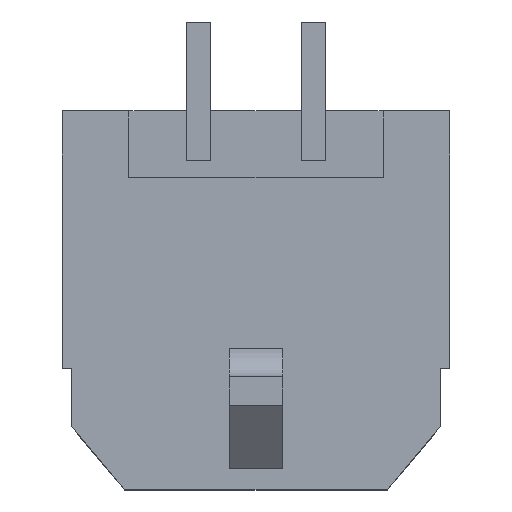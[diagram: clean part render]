
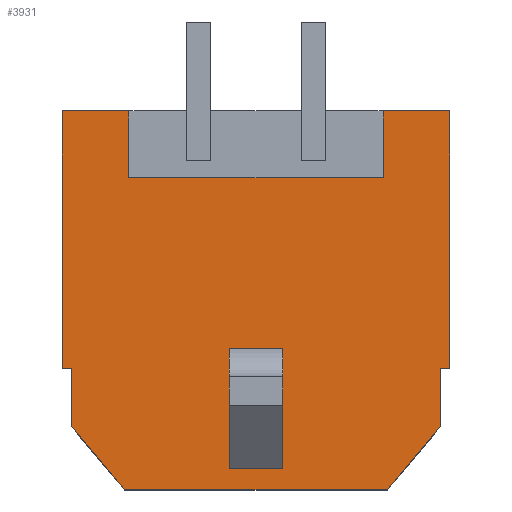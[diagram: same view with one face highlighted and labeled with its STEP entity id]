
A CAD part, top view. The second image highlights one B-rep face of the part: STEP entity #3931.
In plain terms, the highlighted planar face has unit normal (0, 0, 1).
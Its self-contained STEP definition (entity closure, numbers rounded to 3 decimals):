
#80 = VERTEX_POINT('',#81);
#81 = CARTESIAN_POINT('',(-4.825,-1.43,7.4));
#87 = EDGE_CURVE('',#80,#88,#90,.T.);
#88 = VERTEX_POINT('',#89);
#89 = CARTESIAN_POINT('',(-4.825,-2.95,7.4));
#90 = LINE('',#91,#92);
#91 = CARTESIAN_POINT('',(-4.825,-1.43,7.4));
#92 = VECTOR('',#93,1.);
#93 = DIRECTION('',(0.,-1.,0.));
#205 = VERTEX_POINT('',#206);
#206 = CARTESIAN_POINT('',(-5.075,-1.43,7.4));
#212 = EDGE_CURVE('',#205,#80,#213,.T.);
#213 = LINE('',#214,#215);
#214 = CARTESIAN_POINT('',(-5.075,-1.43,7.4));
#215 = VECTOR('',#216,1.);
#216 = DIRECTION('',(1.,0.,0.));
#476 = VERTEX_POINT('',#477);
#477 = CARTESIAN_POINT('',(4.825,-1.43,7.4));
#483 = EDGE_CURVE('',#476,#484,#486,.T.);
#484 = VERTEX_POINT('',#485);
#485 = CARTESIAN_POINT('',(5.075,-1.43,7.4));
#486 = LINE('',#487,#488);
#487 = CARTESIAN_POINT('',(4.825,-1.43,7.4));
#488 = VECTOR('',#489,1.);
#489 = DIRECTION('',(1.,0.,0.));
#610 = VERTEX_POINT('',#611);
#611 = CARTESIAN_POINT('',(4.825,-2.95,7.4));
#617 = EDGE_CURVE('',#476,#610,#618,.T.);
#618 = LINE('',#619,#620);
#619 = CARTESIAN_POINT('',(4.825,-1.43,7.4));
#620 = VECTOR('',#621,1.);
#621 = DIRECTION('',(0.,-1.,0.));
#1578 = VERTEX_POINT('',#1579);
#1579 = CARTESIAN_POINT('',(-5.075,5.31,7.4));
#1585 = EDGE_CURVE('',#1578,#205,#1586,.T.);
#1586 = LINE('',#1587,#1588);
#1587 = CARTESIAN_POINT('',(-5.075,5.31,7.4));
#1588 = VECTOR('',#1589,1.);
#1589 = DIRECTION('',(0.,-1.,0.));
#2258 = VERTEX_POINT('',#2259);
#2259 = CARTESIAN_POINT('',(5.075,5.31,7.4));
#2265 = EDGE_CURVE('',#2258,#2266,#2268,.T.);
#2266 = VERTEX_POINT('',#2267);
#2267 = CARTESIAN_POINT('',(3.325,5.31,7.4));
#2268 = LINE('',#2269,#2270);
#2269 = CARTESIAN_POINT('',(5.075,5.31,7.4));
#2270 = VECTOR('',#2271,1.);
#2271 = DIRECTION('',(-1.,0.,0.));
#2378 = VERTEX_POINT('',#2379);
#2379 = CARTESIAN_POINT('',(-3.325,5.31,7.4));
#2385 = EDGE_CURVE('',#2378,#1578,#2386,.T.);
#2386 = LINE('',#2387,#2388);
#2387 = CARTESIAN_POINT('',(-3.325,5.31,7.4));
#2388 = VECTOR('',#2389,1.);
#2389 = DIRECTION('',(-1.,0.,0.));
#3872 = EDGE_CURVE('',#484,#2258,#3873,.T.);
#3873 = LINE('',#3874,#3875);
#3874 = CARTESIAN_POINT('',(5.075,-1.43,7.4));
#3875 = VECTOR('',#3876,1.);
#3876 = DIRECTION('',(0.,1.,0.));
#3931 = ADVANCED_FACE('',(#3932,#3986),#4020,.T.);
#3932 = FACE_BOUND('',#3933,.F.);
#3933 = EDGE_LOOP('',(#3934,#3942,#3950,#3956,#3957,#3958,#3959,#3960,
    #3968,#3976,#3982,#3983,#3984,#3985));
#3934 = ORIENTED_EDGE('',*,*,#3935,.T.);
#3935 = EDGE_CURVE('',#2378,#3936,#3938,.T.);
#3936 = VERTEX_POINT('',#3937);
#3937 = CARTESIAN_POINT('',(-3.325,3.56,7.4));
#3938 = LINE('',#3939,#3940);
#3939 = CARTESIAN_POINT('',(-3.325,5.31,7.4));
#3940 = VECTOR('',#3941,1.);
#3941 = DIRECTION('',(0.,-1.,0.));
#3942 = ORIENTED_EDGE('',*,*,#3943,.T.);
#3943 = EDGE_CURVE('',#3936,#3944,#3946,.T.);
#3944 = VERTEX_POINT('',#3945);
#3945 = CARTESIAN_POINT('',(3.325,3.56,7.4));
#3946 = LINE('',#3947,#3948);
#3947 = CARTESIAN_POINT('',(-3.325,3.56,7.4));
#3948 = VECTOR('',#3949,1.);
#3949 = DIRECTION('',(1.,0.,0.));
#3950 = ORIENTED_EDGE('',*,*,#3951,.F.);
#3951 = EDGE_CURVE('',#2266,#3944,#3952,.T.);
#3952 = LINE('',#3953,#3954);
#3953 = CARTESIAN_POINT('',(3.325,5.31,7.4));
#3954 = VECTOR('',#3955,1.);
#3955 = DIRECTION('',(0.,-1.,0.));
#3956 = ORIENTED_EDGE('',*,*,#2265,.F.);
#3957 = ORIENTED_EDGE('',*,*,#3872,.F.);
#3958 = ORIENTED_EDGE('',*,*,#483,.F.);
#3959 = ORIENTED_EDGE('',*,*,#617,.T.);
#3960 = ORIENTED_EDGE('',*,*,#3961,.T.);
#3961 = EDGE_CURVE('',#610,#3962,#3964,.T.);
#3962 = VERTEX_POINT('',#3963);
#3963 = CARTESIAN_POINT('',(3.44,-4.6,7.4));
#3964 = LINE('',#3965,#3966);
#3965 = CARTESIAN_POINT('',(4.825,-2.95,7.4));
#3966 = VECTOR('',#3967,1.);
#3967 = DIRECTION('',(-0.643,-0.766,
    0.));
#3968 = ORIENTED_EDGE('',*,*,#3969,.F.);
#3969 = EDGE_CURVE('',#3970,#3962,#3972,.T.);
#3970 = VERTEX_POINT('',#3971);
#3971 = CARTESIAN_POINT('',(-3.44,-4.6,7.4));
#3972 = LINE('',#3973,#3974);
#3973 = CARTESIAN_POINT('',(-3.44,-4.6,7.4));
#3974 = VECTOR('',#3975,1.);
#3975 = DIRECTION('',(1.,0.,0.));
#3976 = ORIENTED_EDGE('',*,*,#3977,.T.);
#3977 = EDGE_CURVE('',#3970,#88,#3978,.T.);
#3978 = LINE('',#3979,#3980);
#3979 = CARTESIAN_POINT('',(-3.44,-4.6,7.4));
#3980 = VECTOR('',#3981,1.);
#3981 = DIRECTION('',(-0.643,0.766,
    0.));
#3982 = ORIENTED_EDGE('',*,*,#87,.F.);
#3983 = ORIENTED_EDGE('',*,*,#212,.F.);
#3984 = ORIENTED_EDGE('',*,*,#1585,.F.);
#3985 = ORIENTED_EDGE('',*,*,#2385,.F.);
#3986 = FACE_BOUND('',#3987,.F.);
#3987 = EDGE_LOOP('',(#3988,#3998,#4006,#4014));
#3988 = ORIENTED_EDGE('',*,*,#3989,.F.);
#3989 = EDGE_CURVE('',#3990,#3992,#3994,.T.);
#3990 = VERTEX_POINT('',#3991);
#3991 = CARTESIAN_POINT('',(-0.7,-4.06,7.4));
#3992 = VERTEX_POINT('',#3993);
#3993 = CARTESIAN_POINT('',(-0.7,-0.9,7.4));
#3994 = LINE('',#3995,#3996);
#3995 = CARTESIAN_POINT('',(-0.7,-4.06,7.4));
#3996 = VECTOR('',#3997,1.);
#3997 = DIRECTION('',(0.,1.,0.));
#3998 = ORIENTED_EDGE('',*,*,#3999,.T.);
#3999 = EDGE_CURVE('',#3990,#4000,#4002,.T.);
#4000 = VERTEX_POINT('',#4001);
#4001 = CARTESIAN_POINT('',(0.7,-4.06,7.4));
#4002 = LINE('',#4003,#4004);
#4003 = CARTESIAN_POINT('',(-0.7,-4.06,7.4));
#4004 = VECTOR('',#4005,1.);
#4005 = DIRECTION('',(1.,0.,0.));
#4006 = ORIENTED_EDGE('',*,*,#4007,.T.);
#4007 = EDGE_CURVE('',#4000,#4008,#4010,.T.);
#4008 = VERTEX_POINT('',#4009);
#4009 = CARTESIAN_POINT('',(0.7,-0.9,7.4));
#4010 = LINE('',#4011,#4012);
#4011 = CARTESIAN_POINT('',(0.7,-4.06,7.4));
#4012 = VECTOR('',#4013,1.);
#4013 = DIRECTION('',(0.,1.,0.));
#4014 = ORIENTED_EDGE('',*,*,#4015,.F.);
#4015 = EDGE_CURVE('',#3992,#4008,#4016,.T.);
#4016 = LINE('',#4017,#4018);
#4017 = CARTESIAN_POINT('',(-0.7,-0.9,7.4));
#4018 = VECTOR('',#4019,1.);
#4019 = DIRECTION('',(1.,0.,0.));
#4020 = PLANE('',#4021);
#4021 = AXIS2_PLACEMENT_3D('',#4022,#4023,#4024);
#4022 = CARTESIAN_POINT('',(-4.825,5.31,7.4));
#4023 = DIRECTION('',(0.,0.,1.));
#4024 = DIRECTION('',(0.,-1.,0.));
